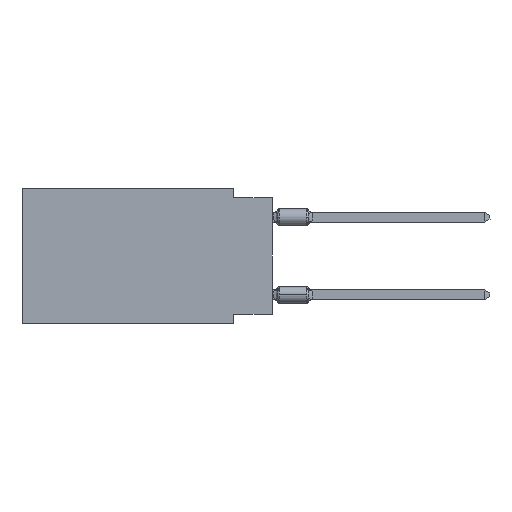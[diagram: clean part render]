
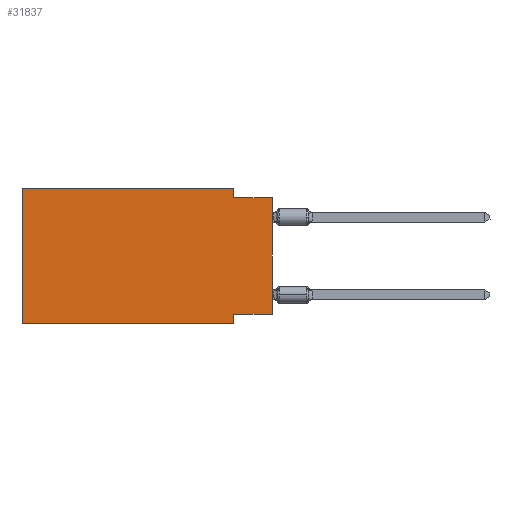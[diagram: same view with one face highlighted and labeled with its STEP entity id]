
A CAD part, left-side view. The second image highlights one B-rep face of the part: STEP entity #31837.
In plain terms, the highlighted planar face has unit normal (-1, 0, 0).
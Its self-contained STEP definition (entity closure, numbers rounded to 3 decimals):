
#24 = VECTOR ( 'NONE', #32202, 1000. ) ;
#112 = DIRECTION ( 'NONE',  ( 1., 0., 0. ) ) ;
#376 = DIRECTION ( 'NONE',  ( 0., 0., 1. ) ) ;
#502 = CARTESIAN_POINT ( 'NONE',  ( 0., 2.54, 0. ) ) ;
#841 = LINE ( 'NONE', #502, #13712 ) ;
#939 = CARTESIAN_POINT ( 'NONE',  ( 0., 0., -8.255 ) ) ;
#1350 = CARTESIAN_POINT ( 'NONE',  ( 0., 16.383, -8.89 ) ) ;
#1375 = CARTESIAN_POINT ( 'NONE',  ( 0., 16.383, -8.89 ) ) ;
#2140 = ORIENTED_EDGE ( 'NONE', *, *, #30534, .T. ) ;
#2617 = VERTEX_POINT ( 'NONE', #23616 ) ;
#2632 = VECTOR ( 'NONE', #17737, 1000. ) ;
#2649 = ORIENTED_EDGE ( 'NONE', *, *, #10295, .F. ) ;
#3460 = CARTESIAN_POINT ( 'NONE',  ( 0., 0., -0.635 ) ) ;
#4676 = CARTESIAN_POINT ( 'NONE',  ( 0., 2.54, -8.89 ) ) ;
#5099 = ORIENTED_EDGE ( 'NONE', *, *, #25845, .F. ) ;
#5149 = CARTESIAN_POINT ( 'NONE',  ( 0., 2.54, 0. ) ) ;
#5255 = VECTOR ( 'NONE', #8565, 1000. ) ;
#6531 = EDGE_LOOP ( 'NONE', ( #2140, #15173, #5099, #24085, #22569, #24439, #8961, #2649 ) ) ;
#7604 = CARTESIAN_POINT ( 'NONE',  ( 0., 16.383, 0. ) ) ;
#8565 = DIRECTION ( 'NONE',  ( 0., -1., 0. ) ) ;
#8636 = CARTESIAN_POINT ( 'NONE',  ( 0., 2.54, -8.89 ) ) ;
#8961 = ORIENTED_EDGE ( 'NONE', *, *, #24803, .F. ) ;
#9152 = VERTEX_POINT ( 'NONE', #19919 ) ;
#9276 = DIRECTION ( 'NONE',  ( 0., 0., -1. ) ) ;
#9417 = VERTEX_POINT ( 'NONE', #1350 ) ;
#9927 = VECTOR ( 'NONE', #9276, 1000. ) ;
#9930 = VECTOR ( 'NONE', #22886, 1000. ) ;
#10295 = EDGE_CURVE ( 'NONE', #15772, #21645, #26782, .T. ) ;
#11102 = AXIS2_PLACEMENT_3D ( 'NONE', #7604, #112, #17963 ) ;
#11619 = LINE ( 'NONE', #3460, #5255 ) ;
#11993 = LINE ( 'NONE', #4676, #9927 ) ;
#12074 = VERTEX_POINT ( 'NONE', #8636 ) ;
#13712 = VECTOR ( 'NONE', #23786, 1000. ) ;
#13870 = EDGE_CURVE ( 'NONE', #9152, #31016, #17392, .T. ) ;
#14301 = LINE ( 'NONE', #1375, #27214 ) ;
#15173 = ORIENTED_EDGE ( 'NONE', *, *, #19053, .F. ) ;
#15772 = VERTEX_POINT ( 'NONE', #25613 ) ;
#16183 = CARTESIAN_POINT ( 'NONE',  ( 0., 2.54, -8.255 ) ) ;
#17342 = DIRECTION ( 'NONE',  ( 0., -1., 0. ) ) ;
#17392 = LINE ( 'NONE', #19952, #2632 ) ;
#17737 = DIRECTION ( 'NONE',  ( 0., -1., 0. ) ) ;
#17963 = DIRECTION ( 'NONE',  ( 0., 0., -1. ) ) ;
#19053 = EDGE_CURVE ( 'NONE', #19377, #2617, #11619, .T. ) ;
#19377 = VERTEX_POINT ( 'NONE', #31793 ) ;
#19919 = CARTESIAN_POINT ( 'NONE',  ( 0., 16.383, 0. ) ) ;
#19952 = CARTESIAN_POINT ( 'NONE',  ( 0., 16.383, 0. ) ) ;
#21645 = VERTEX_POINT ( 'NONE', #16183 ) ;
#22569 = ORIENTED_EDGE ( 'NONE', *, *, #24392, .F. ) ;
#22886 = DIRECTION ( 'NONE',  ( 0., 0., 1. ) ) ;
#23065 = CARTESIAN_POINT ( 'NONE',  ( 0., 0., 0. ) ) ;
#23616 = CARTESIAN_POINT ( 'NONE',  ( 0., 0., -0.635 ) ) ;
#23660 = CARTESIAN_POINT ( 'NONE',  ( 0., 16.383, 0. ) ) ;
#23786 = DIRECTION ( 'NONE',  ( 0., 0., -1. ) ) ;
#24085 = ORIENTED_EDGE ( 'NONE', *, *, #13870, .F. ) ;
#24392 = EDGE_CURVE ( 'NONE', #9417, #9152, #29598, .T. ) ;
#24439 = ORIENTED_EDGE ( 'NONE', *, *, #26915, .T. ) ;
#24803 = EDGE_CURVE ( 'NONE', #21645, #12074, #11993, .T. ) ;
#25595 = FACE_OUTER_BOUND ( 'NONE', #6531, .T. ) ;
#25613 = CARTESIAN_POINT ( 'NONE',  ( 0., 0., -8.255 ) ) ;
#25845 = EDGE_CURVE ( 'NONE', #31016, #19377, #841, .T. ) ;
#26782 = LINE ( 'NONE', #939, #24 ) ;
#26915 = EDGE_CURVE ( 'NONE', #9417, #12074, #14301, .T. ) ;
#27214 = VECTOR ( 'NONE', #17342, 1000. ) ;
#27985 = LINE ( 'NONE', #23065, #9930 ) ;
#28046 = VECTOR ( 'NONE', #376, 1000. ) ;
#29598 = LINE ( 'NONE', #23660, #28046 ) ;
#30534 = EDGE_CURVE ( 'NONE', #15772, #2617, #27985, .T. ) ;
#30874 = PLANE ( 'NONE',  #11102 ) ;
#31016 = VERTEX_POINT ( 'NONE', #5149 ) ;
#31793 = CARTESIAN_POINT ( 'NONE',  ( 0., 2.54, -0.635 ) ) ;
#31837 = ADVANCED_FACE ( 'NONE', ( #25595 ), #30874, .F. ) ;
#32202 = DIRECTION ( 'NONE',  ( 0., 1., 0. ) ) ;
